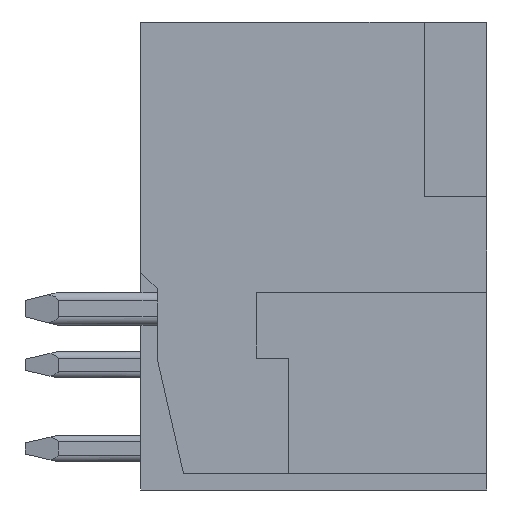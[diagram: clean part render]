
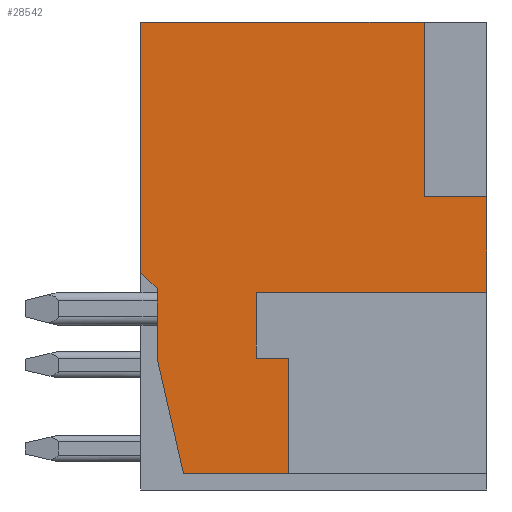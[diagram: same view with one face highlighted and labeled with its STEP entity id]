
A CAD part, front view. The second image highlights one B-rep face of the part: STEP entity #28542.
In plain terms, the highlighted planar face has unit normal (0, -1, 0).
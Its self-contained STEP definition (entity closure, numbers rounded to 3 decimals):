
#117=DIRECTION('',(1.,0.,0.));
#118=VECTOR('',#117,7.);
#119=CARTESIAN_POINT('',(-1.75,-58.39,-1.1));
#120=LINE('',#119,#118);
#578=DIRECTION('',(0.223,0.,-0.975));
#579=VECTOR('',#578,3.59);
#580=CARTESIAN_POINT('',(-4.75,-58.39,-3.1));
#581=LINE('',#580,#579);
#582=DIRECTION('',(0.,0.,1.));
#583=VECTOR('',#582,2.1);
#584=CARTESIAN_POINT('',(-4.75,-58.39,-3.1));
#585=LINE('',#584,#583);
#586=DIRECTION('',(0.707,0.,-0.707));
#587=VECTOR('',#586,0.707);
#588=CARTESIAN_POINT('',(-5.25,-58.39,-0.5));
#589=LINE('',#588,#587);
#590=DIRECTION('',(0.,0.,-1.));
#591=VECTOR('',#590,7.6);
#592=CARTESIAN_POINT('',(-5.25,-58.39,7.1));
#593=LINE('',#592,#591);
#594=DIRECTION('',(-1.,0.,0.));
#595=VECTOR('',#594,8.6);
#596=CARTESIAN_POINT('',(3.35,-58.39,7.1));
#597=LINE('',#596,#595);
#598=DIRECTION('',(0.,0.,-1.));
#599=VECTOR('',#598,5.3);
#600=CARTESIAN_POINT('',(3.35,-58.39,7.1));
#601=LINE('',#600,#599);
#602=DIRECTION('',(-1.,0.,0.));
#603=VECTOR('',#602,1.9);
#604=CARTESIAN_POINT('',(5.25,-58.39,1.8));
#605=LINE('',#604,#603);
#606=DIRECTION('',(0.,0.,1.));
#607=VECTOR('',#606,2.9);
#608=CARTESIAN_POINT('',(5.25,-58.39,-1.1));
#609=LINE('',#608,#607);
#610=DIRECTION('',(0.,0.,-1.));
#611=VECTOR('',#610,2.);
#612=CARTESIAN_POINT('',(-1.75,-58.39,-1.1));
#613=LINE('',#612,#611);
#614=DIRECTION('',(1.,0.,0.));
#615=VECTOR('',#614,1.);
#616=CARTESIAN_POINT('',(-1.75,-58.39,-3.1));
#617=LINE('',#616,#615);
#618=DIRECTION('',(0.,0.,1.));
#619=VECTOR('',#618,3.5);
#620=CARTESIAN_POINT('',(-0.75,-58.39,-6.6));
#621=LINE('',#620,#619);
#622=DIRECTION('',(1.,0.,0.));
#623=VECTOR('',#622,3.2);
#624=CARTESIAN_POINT('',(-3.95,-58.39,-6.6));
#625=LINE('',#624,#623);
#22149=CARTESIAN_POINT('',(-5.25,-58.39,7.1));
#22151=VERTEX_POINT('',#22149);
#22179=CARTESIAN_POINT('',(3.35,-58.39,7.1));
#22180=VERTEX_POINT('',#22179);
#22181=CARTESIAN_POINT('',(5.25,-58.39,1.8));
#22183=VERTEX_POINT('',#22181);
#22191=CARTESIAN_POINT('',(3.35,-58.39,1.8));
#22192=VERTEX_POINT('',#22191);
#22231=CARTESIAN_POINT('',(5.25,-58.39,-1.1));
#22232=VERTEX_POINT('',#22231);
#22237=CARTESIAN_POINT('',(-1.75,-58.39,-3.1));
#22238=CARTESIAN_POINT('',(-0.75,-58.39,-3.1));
#22239=VERTEX_POINT('',#22237);
#22240=VERTEX_POINT('',#22238);
#22243=CARTESIAN_POINT('',(-0.75,-58.39,-6.6));
#22244=VERTEX_POINT('',#22243);
#22245=CARTESIAN_POINT('',(-1.75,-58.39,-1.1));
#22246=VERTEX_POINT('',#22245);
#22249=CARTESIAN_POINT('',(-5.25,-58.39,-0.5));
#22250=CARTESIAN_POINT('',(-4.75,-58.39,-1.));
#22251=VERTEX_POINT('',#22249);
#22252=VERTEX_POINT('',#22250);
#22265=CARTESIAN_POINT('',(-4.75,-58.39,-3.1));
#22266=CARTESIAN_POINT('',(-3.95,-58.39,-6.6));
#22267=VERTEX_POINT('',#22265);
#22268=VERTEX_POINT('',#22266);
#28514=CARTESIAN_POINT('',(0.,-58.39,0.));
#28515=DIRECTION('',(0.,-1.,0.));
#28516=DIRECTION('',(1.,0.,0.));
#28517=AXIS2_PLACEMENT_3D('',#28514,#28515,#28516);
#28518=PLANE('',#28517);
#28519=ORIENTED_EDGE('',*,*,#28505,.F.);
#28520=ORIENTED_EDGE('',*,*,#28445,.T.);
#28522=ORIENTED_EDGE('',*,*,#28521,.F.);
#28524=ORIENTED_EDGE('',*,*,#28523,.F.);
#28526=ORIENTED_EDGE('',*,*,#28525,.F.);
#28528=ORIENTED_EDGE('',*,*,#28527,.T.);
#28530=ORIENTED_EDGE('',*,*,#28529,.F.);
#28532=ORIENTED_EDGE('',*,*,#28531,.F.);
#28533=ORIENTED_EDGE('',*,*,#27946,.F.);
#28534=ORIENTED_EDGE('',*,*,#28004,.T.);
#28536=ORIENTED_EDGE('',*,*,#28535,.T.);
#28538=ORIENTED_EDGE('',*,*,#28537,.F.);
#28539=ORIENTED_EDGE('',*,*,#28127,.F.);
#28540=EDGE_LOOP('',(#28519,#28520,#28522,#28524,#28526,#28528,#28530,#28532,
#28533,#28534,#28536,#28538,#28539));
#28541=FACE_OUTER_BOUND('',#28540,.F.);
#28542=ADVANCED_FACE('',(#28541),#28518,.T.);
#27946=EDGE_CURVE('',#22246,#22232,#120,.T.);
#28004=EDGE_CURVE('',#22246,#22239,#613,.T.);
#28127=EDGE_CURVE('',#22268,#22244,#625,.T.);
#28445=EDGE_CURVE('',#22267,#22252,#585,.T.);
#28505=EDGE_CURVE('',#22267,#22268,#581,.T.);
#28521=EDGE_CURVE('',#22251,#22252,#589,.T.);
#28523=EDGE_CURVE('',#22151,#22251,#593,.T.);
#28525=EDGE_CURVE('',#22180,#22151,#597,.T.);
#28527=EDGE_CURVE('',#22180,#22192,#601,.T.);
#28529=EDGE_CURVE('',#22183,#22192,#605,.T.);
#28531=EDGE_CURVE('',#22232,#22183,#609,.T.);
#28535=EDGE_CURVE('',#22239,#22240,#617,.T.);
#28537=EDGE_CURVE('',#22244,#22240,#621,.T.);
